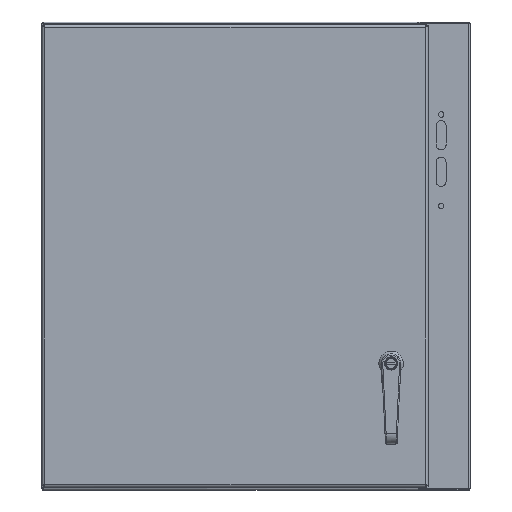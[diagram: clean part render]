
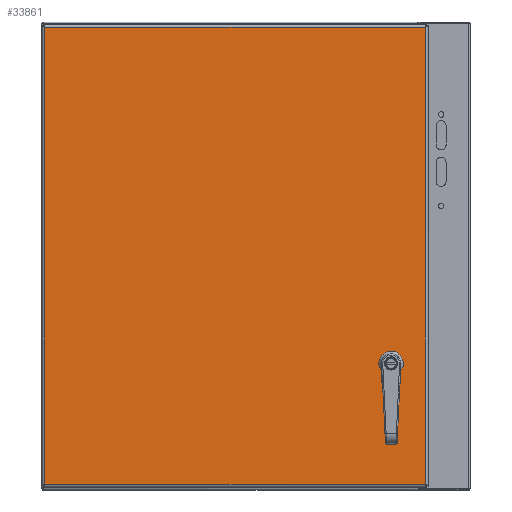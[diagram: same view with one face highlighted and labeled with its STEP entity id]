
A CAD part, top view. The second image highlights one B-rep face of the part: STEP entity #33861.
In plain terms, the highlighted planar face has unit normal (0, 0, 1).
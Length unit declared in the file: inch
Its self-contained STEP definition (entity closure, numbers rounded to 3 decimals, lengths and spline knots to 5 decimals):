
#325 = ORIENTED_EDGE ( 'NONE', *, *, #67618, .F. ) ;
#2258 = CARTESIAN_POINT ( 'NONE',  ( 17.59119, 6.87, 8.87125 ) ) ;
#3090 = EDGE_CURVE ( 'NONE', #52721, #27587, #58889, .T. ) ;
#3874 = ORIENTED_EDGE ( 'NONE', *, *, #36378, .F. ) ;
#5022 = VERTEX_POINT ( 'NONE', #67932 ) ;
#5025 = VECTOR ( 'NONE', #76367, 39.37008 ) ;
#5111 = CARTESIAN_POINT ( 'NONE',  ( 18.20382, 12., 8.87125 ) ) ;
#7039 = DIRECTION ( 'NONE',  ( 0., 0., 1. ) ) ;
#7563 = VERTEX_POINT ( 'NONE', #35468 ) ;
#8666 = VECTOR ( 'NONE', #43583, 39.37008 ) ;
#9378 = CARTESIAN_POINT ( 'NONE',  ( 9.79757, 23.7223, 8.87125 ) ) ;
#9577 = VECTOR ( 'NONE', #41874, 39.37008 ) ;
#9636 = CARTESIAN_POINT ( 'NONE',  ( 18.20382, 6.68262, 8.87125 ) ) ;
#13262 = CARTESIAN_POINT ( 'NONE',  ( 18.20382, 6.25738, 8.87125 ) ) ;
#13911 = CARTESIAN_POINT ( 'NONE',  ( 17.40382, 6.68262, 8.87125 ) ) ;
#14288 = VECTOR ( 'NONE', #39212, 39.37008 ) ;
#16723 = DIRECTION ( 'NONE',  ( 0., 0., 1. ) ) ;
#17820 = EDGE_CURVE ( 'NONE', #26613, #22154, #31032, .T. ) ;
#18329 = VECTOR ( 'NONE', #49778, 39.37008 ) ;
#18572 = CIRCLE ( 'NONE', #42432, 0.453 ) ;
#18885 = LINE ( 'NONE', #72250, #8666 ) ;
#19775 = EDGE_LOOP ( 'NONE', ( #46322, #42508, #39712, #325 ) ) ;
#20320 = LINE ( 'NONE', #26957, #18329 ) ;
#20911 = EDGE_CURVE ( 'NONE', #70460, #60284, #18572, .T. ) ;
#22154 = VERTEX_POINT ( 'NONE', #69827 ) ;
#22620 = ORIENTED_EDGE ( 'NONE', *, *, #55301, .F. ) ;
#22709 = DIRECTION ( 'NONE',  ( 0., 1., 0. ) ) ;
#22989 = ORIENTED_EDGE ( 'NONE', *, *, #42923, .F. ) ;
#23147 = DIRECTION ( 'NONE',  ( 0., 1., 0. ) ) ;
#24172 = CARTESIAN_POINT ( 'NONE',  ( 9.79757, 12., 8.87125 ) ) ;
#24580 = FACE_OUTER_BOUND ( 'NONE', #19775, .T. ) ;
#26613 = VERTEX_POINT ( 'NONE', #66674 ) ;
#26824 = VERTEX_POINT ( 'NONE', #37881 ) ;
#26957 = CARTESIAN_POINT ( 'NONE',  ( 0.04402, 12., 8.87125 ) ) ;
#27587 = VERTEX_POINT ( 'NONE', #9636 ) ;
#27967 = DIRECTION ( 'NONE',  ( 0., 1., 0. ) ) ;
#31032 = CIRCLE ( 'NONE', #61145, 0.453 ) ;
#33861 = ADVANCED_FACE ( 'NONE', ( #24580, #53633 ), #66962, .F. ) ;
#34017 = LINE ( 'NONE', #36000, #9577 ) ;
#35468 = CARTESIAN_POINT ( 'NONE',  ( 18.01644, 6.07, 8.87125 ) ) ;
#36000 = CARTESIAN_POINT ( 'NONE',  ( 19.55112, 12., 8.87125 ) ) ;
#36378 = EDGE_CURVE ( 'NONE', #22154, #7563, #74901, .T. ) ;
#36409 = CARTESIAN_POINT ( 'NONE',  ( 17.40382, 12., 8.87125 ) ) ;
#36848 = DIRECTION ( 'NONE',  ( 0., 1., 0. ) ) ;
#37130 = DIRECTION ( 'NONE',  ( 0., 1., 0. ) ) ;
#37881 = CARTESIAN_POINT ( 'NONE',  ( 0.04402, 0.2777, 8.87125 ) ) ;
#38222 = VECTOR ( 'NONE', #23147, 39.37008 ) ;
#38760 = LINE ( 'NONE', #69338, #5025 ) ;
#39212 = DIRECTION ( 'NONE',  ( 1., 0., 0. ) ) ;
#39606 = CARTESIAN_POINT ( 'NONE',  ( 9.79757, 6.07, 8.87125 ) ) ;
#39712 = ORIENTED_EDGE ( 'NONE', *, *, #62279, .F. ) ;
#39971 = LINE ( 'NONE', #9378, #44244 ) ;
#40443 = EDGE_LOOP ( 'NONE', ( #68944, #49233, #56835, #3874, #69497, #22989, #53485, #22620 ) ) ;
#40974 = EDGE_CURVE ( 'NONE', #64812, #69094, #39971, .T. ) ;
#41874 = DIRECTION ( 'NONE',  ( 0., -1., 0. ) ) ;
#42270 = CARTESIAN_POINT ( 'NONE',  ( 19.55112, 23.7223, 8.87125 ) ) ;
#42432 = AXIS2_PLACEMENT_3D ( 'NONE', #57933, #16723, #70877 ) ;
#42508 = ORIENTED_EDGE ( 'NONE', *, *, #40974, .F. ) ;
#42682 = LINE ( 'NONE', #36409, #44448 ) ;
#42923 = EDGE_CURVE ( 'NONE', #60284, #26613, #42682, .T. ) ;
#43583 = DIRECTION ( 'NONE',  ( -1., 0., 0. ) ) ;
#44244 = VECTOR ( 'NONE', #51354, 39.37008 ) ;
#44448 = VECTOR ( 'NONE', #59975, 39.37008 ) ;
#45279 = DIRECTION ( 'NONE',  ( 0., 0., 1. ) ) ;
#46322 = ORIENTED_EDGE ( 'NONE', *, *, #62608, .F. ) ;
#46986 = EDGE_CURVE ( 'NONE', #27587, #61263, #64919, .T. ) ;
#49233 = ORIENTED_EDGE ( 'NONE', *, *, #3090, .F. ) ;
#49778 = DIRECTION ( 'NONE',  ( 0., 1., 0. ) ) ;
#51354 = DIRECTION ( 'NONE',  ( 1., 0., 0. ) ) ;
#52330 = CARTESIAN_POINT ( 'NONE',  ( 17.80382, 6.47, 8.87125 ) ) ;
#52551 = CARTESIAN_POINT ( 'NONE',  ( 17.80382, 6.47, 8.87125 ) ) ;
#52641 = CIRCLE ( 'NONE', #72711, 0.453 ) ;
#52721 = VERTEX_POINT ( 'NONE', #13262 ) ;
#53485 = ORIENTED_EDGE ( 'NONE', *, *, #20911, .F. ) ;
#53633 = FACE_BOUND ( 'NONE', #40443, .T. ) ;
#55301 = EDGE_CURVE ( 'NONE', #61263, #70460, #18885, .T. ) ;
#56835 = ORIENTED_EDGE ( 'NONE', *, *, #67533, .F. ) ;
#57933 = CARTESIAN_POINT ( 'NONE',  ( 17.80382, 6.47, 8.87125 ) ) ;
#58637 = AXIS2_PLACEMENT_3D ( 'NONE', #52330, #45279, #27967 ) ;
#58889 = LINE ( 'NONE', #5111, #38222 ) ;
#59975 = DIRECTION ( 'NONE',  ( 0., -1., 0. ) ) ;
#60284 = VERTEX_POINT ( 'NONE', #13911 ) ;
#61145 = AXIS2_PLACEMENT_3D ( 'NONE', #52551, #64325, #22709 ) ;
#61263 = VERTEX_POINT ( 'NONE', #69825 ) ;
#61870 = AXIS2_PLACEMENT_3D ( 'NONE', #24172, #72059, #37130 ) ;
#62279 = EDGE_CURVE ( 'NONE', #26824, #64812, #20320, .T. ) ;
#62608 = EDGE_CURVE ( 'NONE', #69094, #5022, #34017, .T. ) ;
#64325 = DIRECTION ( 'NONE',  ( 0., 0., 1. ) ) ;
#64812 = VERTEX_POINT ( 'NONE', #67073 ) ;
#64919 = CIRCLE ( 'NONE', #58637, 0.453 ) ;
#66674 = CARTESIAN_POINT ( 'NONE',  ( 17.40382, 6.25738, 8.87125 ) ) ;
#66962 = PLANE ( 'NONE',  #61870 ) ;
#67073 = CARTESIAN_POINT ( 'NONE',  ( 0.04402, 23.7223, 8.87125 ) ) ;
#67454 = CARTESIAN_POINT ( 'NONE',  ( 17.80382, 6.47, 8.87125 ) ) ;
#67533 = EDGE_CURVE ( 'NONE', #7563, #52721, #52641, .T. ) ;
#67618 = EDGE_CURVE ( 'NONE', #5022, #26824, #38760, .T. ) ;
#67932 = CARTESIAN_POINT ( 'NONE',  ( 19.55112, 0.2777, 8.87125 ) ) ;
#68944 = ORIENTED_EDGE ( 'NONE', *, *, #46986, .F. ) ;
#69094 = VERTEX_POINT ( 'NONE', #42270 ) ;
#69338 = CARTESIAN_POINT ( 'NONE',  ( 9.79757, 0.2777, 8.87125 ) ) ;
#69497 = ORIENTED_EDGE ( 'NONE', *, *, #17820, .F. ) ;
#69825 = CARTESIAN_POINT ( 'NONE',  ( 18.01644, 6.87, 8.87125 ) ) ;
#69827 = CARTESIAN_POINT ( 'NONE',  ( 17.59119, 6.07, 8.87125 ) ) ;
#70460 = VERTEX_POINT ( 'NONE', #2258 ) ;
#70877 = DIRECTION ( 'NONE',  ( 0., 1., 0. ) ) ;
#72059 = DIRECTION ( 'NONE',  ( 0., 0., -1. ) ) ;
#72250 = CARTESIAN_POINT ( 'NONE',  ( 9.79757, 6.87, 8.87125 ) ) ;
#72711 = AXIS2_PLACEMENT_3D ( 'NONE', #67454, #7039, #36848 ) ;
#74901 = LINE ( 'NONE', #39606, #14288 ) ;
#76367 = DIRECTION ( 'NONE',  ( -1., 0., 0. ) ) ;
